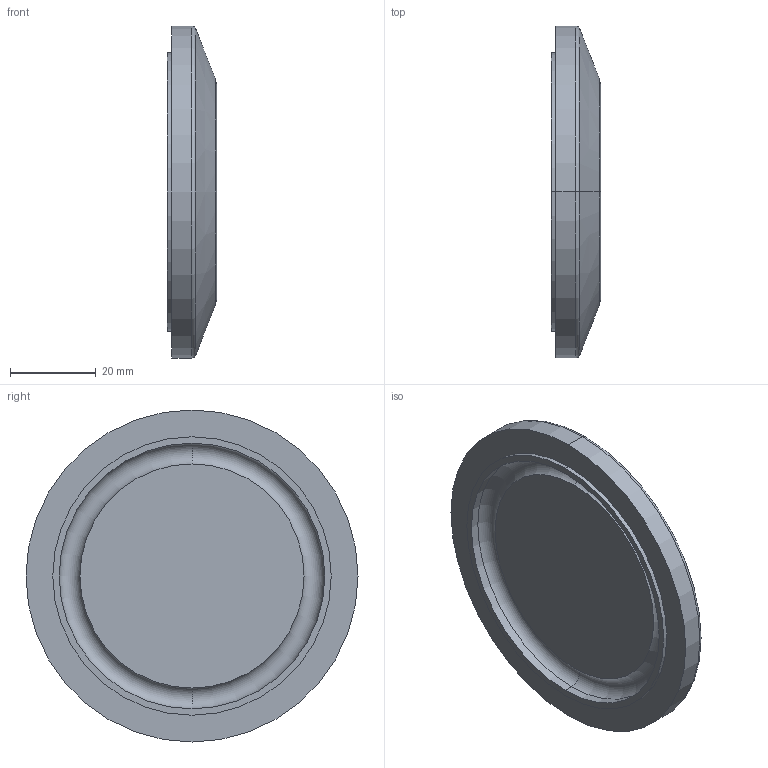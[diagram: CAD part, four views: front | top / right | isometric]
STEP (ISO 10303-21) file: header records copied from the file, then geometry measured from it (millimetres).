
FILE_DESCRIPTION (( 'STEP AP203' ), '1' );
FILE_NAME ('3D_R723_DN53_168121520.STEP', '2024-08-09T10:28:31', ( '' ), ( '' ), 'SwSTEP 2.0', 'SolidWorks 2024', '' );
FILE_SCHEMA (( 'CONFIG_CONTROL_DESIGN' ));
Length unit declared in the file: millimetre
Products named in the file (1): 3D_R723_DN53_168121520
Bounding box: 11.5 x 77.5 x 77.5 mm (x, y, z)
Volume: 35470.2 mm3; surface area: 11893.4 mm2
Topology: 1 solids, 1 shells, 18 faces, 34 edges, 20 vertices
Faces by surface type: torus 6, cylinder 6, plane 4, cone 2
Entity records: 537 total; most frequent: DIRECTION 98, CARTESIAN_POINT 73, ORIENTED_EDGE 68, AXIS2_PLACEMENT_3D 45, EDGE_CURVE 34, CIRCLE 26, EDGE_LOOP 20, VERTEX_POINT 20
